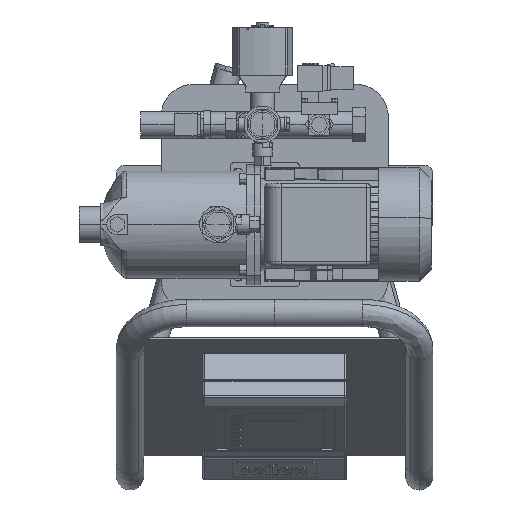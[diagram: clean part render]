
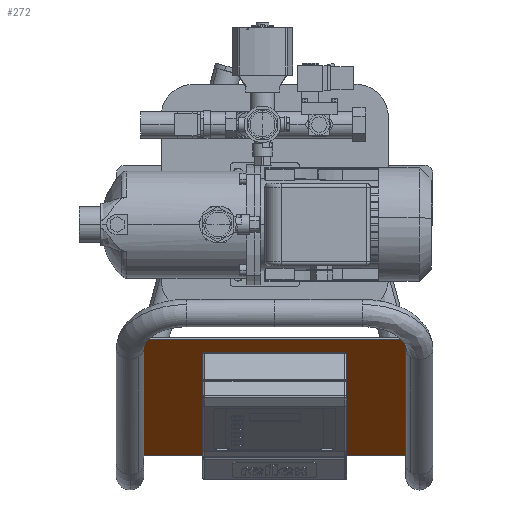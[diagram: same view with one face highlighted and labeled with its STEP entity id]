
A CAD part, top view. The second image highlights one B-rep face of the part: STEP entity #272.
In plain terms, the highlighted planar face has unit normal (0, -0.782, 0.623).
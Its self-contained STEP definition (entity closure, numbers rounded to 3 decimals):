
#140=CARTESIAN_POINT('',(-175.,-318.176,426.762));
#141=VERTEX_POINT('',#140);
#148=CARTESIAN_POINT('',(-175.,-174.855,606.648));
#149=VERTEX_POINT('',#148);
#150=CARTESIAN_POINT('',(-175.,-174.855,606.648));
#151=DIRECTION('',(0.0,-0.623,-0.782));
#152=VECTOR('',#151,230.);
#153=LINE('',#150,#152);
#154=EDGE_CURVE('',#149,#141,#153,.T.);
#178=CARTESIAN_POINT('',(175.,-318.176,426.762));
#179=VERTEX_POINT('',#178);
#186=CARTESIAN_POINT('',(-175.,-318.176,426.762));
#187=DIRECTION('',(1.0,0.0,0.0));
#188=VECTOR('',#187,350.0);
#189=LINE('',#186,#188);
#190=EDGE_CURVE('',#141,#179,#189,.T.);
#209=CARTESIAN_POINT('',(175.,-174.855,606.648));
#210=VERTEX_POINT('',#209);
#217=CARTESIAN_POINT('',(175.,-318.176,426.762));
#218=DIRECTION('',(0.0,0.623,0.782));
#219=VECTOR('',#218,230.);
#220=LINE('',#217,#219);
#221=EDGE_CURVE('',#179,#210,#220,.T.);
#239=CARTESIAN_POINT('',(175.,-174.855,606.648));
#240=DIRECTION('',(-1.0,0.0,0.0));
#241=VECTOR('',#240,350.0);
#242=LINE('',#239,#241);
#243=EDGE_CURVE('',#210,#149,#242,.T.);
#261=CARTESIAN_POINT('',(0.,-246.515,516.705));
#262=DIRECTION('',(0.,0.782,-0.623));
#263=DIRECTION('',(-1.0,0.0,0.0));
#264=AXIS2_PLACEMENT_3D('',#261,#262,#263);
#265=PLANE('',#264);
#266=ORIENTED_EDGE('',*,*,#243,.T.);
#267=ORIENTED_EDGE('',*,*,#154,.T.);
#268=ORIENTED_EDGE('',*,*,#190,.T.);
#269=ORIENTED_EDGE('',*,*,#221,.T.);
#270=EDGE_LOOP('',(#266,#267,#268,#269));
#271=FACE_OUTER_BOUND('',#270,.T.);
#272=ADVANCED_FACE('',(#271),#265,.F.);
